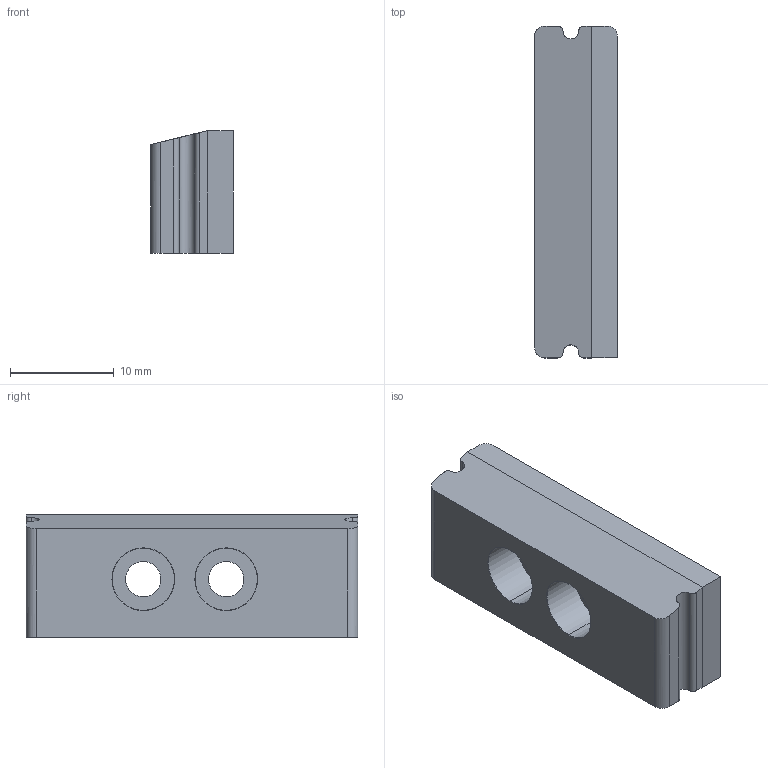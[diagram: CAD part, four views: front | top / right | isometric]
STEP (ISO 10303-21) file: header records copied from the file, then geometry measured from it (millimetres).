
FILE_DESCRIPTION (( 'STEP AP203' ), '1' );
FILE_NAME ('Y轴FFC线固定夹.STEP', '2023-01-06T08:21:00', ( '个人用户' ), ( '微软中国' ), 'SwSTEP 2.0', 'SolidWorks 2019', '' );
FILE_SCHEMA (( 'CONFIG_CONTROL_DESIGN' ));
Length unit declared in the file: millimetre
Products named in the file (1): Y粣FFC盄嘐隅標
Bounding box: 8 x 32 x 11.83 mm (x, y, z)
Volume: 2564.6 mm3; surface area: 1622.5 mm2
Topology: 1 solids, 1 shells, 36 faces, 90 edges, 58 vertices
Faces by surface type: cylinder 17, plane 15, cone 4
Entity records: 1161 total; most frequent: CARTESIAN_POINT 209, DIRECTION 186, ORIENTED_EDGE 180, EDGE_CURVE 90, AXIS2_PLACEMENT_3D 67, VERTEX_POINT 58, LINE 52, VECTOR 52
